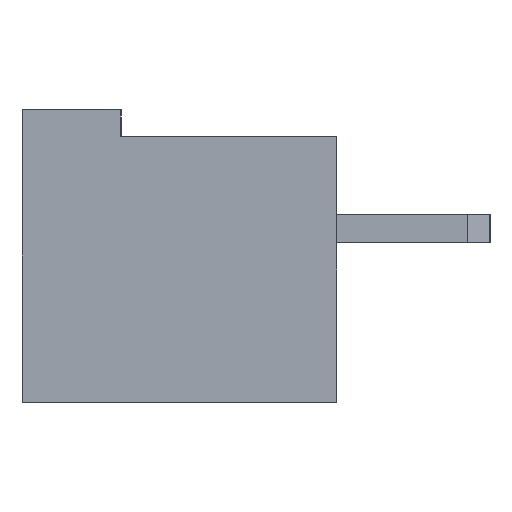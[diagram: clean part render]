
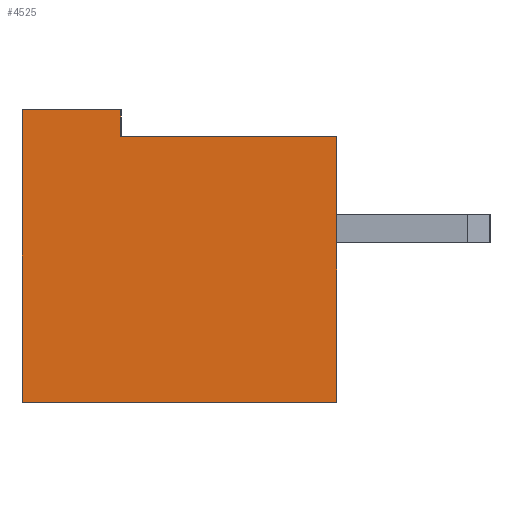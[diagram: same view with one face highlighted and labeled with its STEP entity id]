
A CAD part, left-side view. The second image highlights one B-rep face of the part: STEP entity #4525.
In plain terms, the highlighted planar face has unit normal (-1, 0, 0).
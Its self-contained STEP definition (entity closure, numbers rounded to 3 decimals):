
#25=DIRECTION('',(0.,-1.,0.));
#26=VECTOR('',#25,7.);
#27=CARTESIAN_POINT('',(-11.23,3.5,-2.95));
#28=LINE('',#27,#26);
#153=DIRECTION('',(0.,0.,1.));
#154=VECTOR('',#153,5.9);
#155=CARTESIAN_POINT('',(-11.23,-3.5,-2.95));
#156=LINE('',#155,#154);
#341=DIRECTION('',(0.,-1.,0.));
#342=VECTOR('',#341,4.8);
#343=CARTESIAN_POINT('',(-11.23,1.3,2.95));
#344=LINE('',#343,#342);
#1221=DIRECTION('',(0.,0.,-1.));
#1222=VECTOR('',#1221,0.6);
#1223=CARTESIAN_POINT('',(-11.23,1.3,3.55));
#1224=LINE('',#1223,#1222);
#1245=DIRECTION('',(0.,0.,1.));
#1246=VECTOR('',#1245,6.5);
#1247=CARTESIAN_POINT('',(-11.23,3.5,-2.95));
#1248=LINE('',#1247,#1246);
#1249=DIRECTION('',(0.,-1.,0.));
#1250=VECTOR('',#1249,2.2);
#1251=CARTESIAN_POINT('',(-11.23,3.5,3.55));
#1252=LINE('',#1251,#1250);
#2321=CARTESIAN_POINT('',(-11.23,3.5,-2.95));
#2322=CARTESIAN_POINT('',(-11.23,-3.5,-2.95));
#2323=VERTEX_POINT('',#2321);
#2324=VERTEX_POINT('',#2322);
#2329=CARTESIAN_POINT('',(-11.23,-3.5,2.95));
#2330=VERTEX_POINT('',#2329);
#2338=CARTESIAN_POINT('',(-11.23,3.5,3.55));
#2340=VERTEX_POINT('',#2338);
#2346=CARTESIAN_POINT('',(-11.23,1.3,3.55));
#2348=VERTEX_POINT('',#2346);
#2353=CARTESIAN_POINT('',(-11.23,1.3,2.95));
#2355=VERTEX_POINT('',#2353);
#4511=CARTESIAN_POINT('',(-11.23,3.5,-2.95));
#4512=DIRECTION('',(-1.,0.,0.));
#4513=DIRECTION('',(0.,-1.,0.));
#4514=AXIS2_PLACEMENT_3D('',#4511,#4512,#4513);
#4515=PLANE('',#4514);
#4516=ORIENTED_EDGE('',*,*,#4235,.T.);
#4518=ORIENTED_EDGE('',*,*,#4517,.T.);
#4519=ORIENTED_EDGE('',*,*,#4488,.T.);
#4520=ORIENTED_EDGE('',*,*,#3387,.T.);
#4521=ORIENTED_EDGE('',*,*,#3192,.F.);
#4522=ORIENTED_EDGE('',*,*,#3106,.F.);
#4523=EDGE_LOOP('',(#4516,#4518,#4519,#4520,#4521,#4522));
#4524=FACE_OUTER_BOUND('',#4523,.F.);
#4525=ADVANCED_FACE('',(#4524),#4515,.T.);
#3106=EDGE_CURVE('',#2323,#2324,#28,.T.);
#3192=EDGE_CURVE('',#2324,#2330,#156,.T.);
#3387=EDGE_CURVE('',#2355,#2330,#344,.T.);
#4235=EDGE_CURVE('',#2323,#2340,#1248,.T.);
#4488=EDGE_CURVE('',#2348,#2355,#1224,.T.);
#4517=EDGE_CURVE('',#2340,#2348,#1252,.T.);
